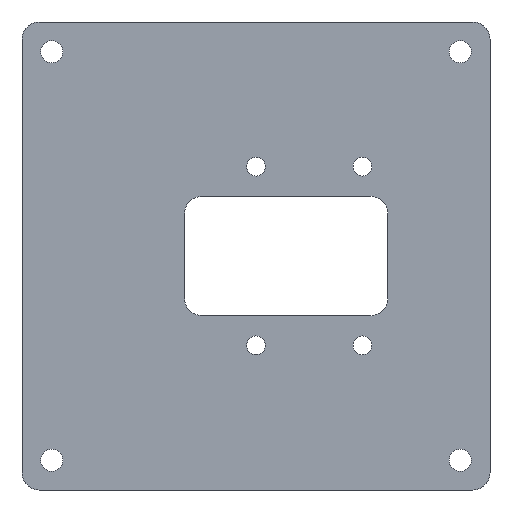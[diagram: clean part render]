
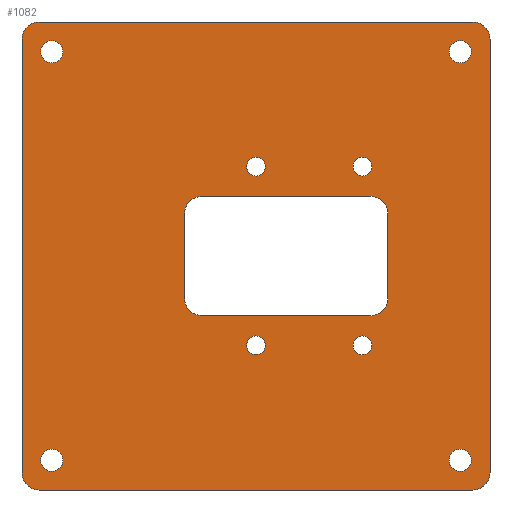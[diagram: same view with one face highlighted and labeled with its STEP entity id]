
A CAD part, front view. The second image highlights one B-rep face of the part: STEP entity #1082.
In plain terms, the highlighted planar face has unit normal (0, -1, 0).
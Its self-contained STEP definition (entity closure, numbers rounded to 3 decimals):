
#28=FACE_BOUND('',#348,.T.);
#29=FACE_BOUND('',#349,.T.);
#30=FACE_BOUND('',#350,.T.);
#31=FACE_BOUND('',#351,.T.);
#32=FACE_BOUND('',#352,.T.);
#33=FACE_BOUND('',#353,.T.);
#34=FACE_BOUND('',#354,.T.);
#35=FACE_BOUND('',#355,.T.);
#36=FACE_BOUND('',#356,.T.);
#54=PLANE('',#1247);
#90=LINE('',#1917,#154);
#93=LINE('',#1925,#157);
#96=LINE('',#1933,#160);
#98=LINE('',#1939,#162);
#109=LINE('',#1980,#173);
#112=LINE('',#1988,#176);
#115=LINE('',#1996,#179);
#118=LINE('',#2003,#182);
#154=VECTOR('',#1493,10.);
#157=VECTOR('',#1502,10.);
#160=VECTOR('',#1511,10.);
#162=VECTOR('',#1519,10.);
#173=VECTOR('',#1568,10.);
#176=VECTOR('',#1577,10.);
#179=VECTOR('',#1586,10.);
#182=VECTOR('',#1595,10.);
#276=FACE_OUTER_BOUND('',#347,.T.);
#347=EDGE_LOOP('',(#997,#998,#999,#1000,#1001,#1002,#1003,#1004));
#348=EDGE_LOOP('',(#1005));
#349=EDGE_LOOP('',(#1006));
#350=EDGE_LOOP('',(#1007));
#351=EDGE_LOOP('',(#1008,#1009,#1010,#1011,#1012,#1013,#1014,#1015));
#352=EDGE_LOOP('',(#1016));
#353=EDGE_LOOP('',(#1017));
#354=EDGE_LOOP('',(#1018));
#355=EDGE_LOOP('',(#1019));
#356=EDGE_LOOP('',(#1020));
#425=CIRCLE('',#1208,2.);
#426=CIRCLE('',#1211,2.);
#427=CIRCLE('',#1214,2.);
#428=CIRCLE('',#1217,2.);
#429=CIRCLE('',#1220,1.1);
#430=CIRCLE('',#1222,1.1);
#431=CIRCLE('',#1224,1.1);
#432=CIRCLE('',#1226,1.1);
#433=CIRCLE('',#1228,1.3);
#434=CIRCLE('',#1230,1.3);
#435=CIRCLE('',#1232,1.3);
#436=CIRCLE('',#1234,1.3);
#437=CIRCLE('',#1236,2.);
#438=CIRCLE('',#1239,2.);
#439=CIRCLE('',#1242,2.);
#440=CIRCLE('',#1245,2.);
#529=VERTEX_POINT('',#1909);
#530=VERTEX_POINT('',#1911);
#531=VERTEX_POINT('',#1915);
#532=VERTEX_POINT('',#1919);
#533=VERTEX_POINT('',#1921);
#534=VERTEX_POINT('',#1927);
#535=VERTEX_POINT('',#1929);
#536=VERTEX_POINT('',#1935);
#537=VERTEX_POINT('',#1941);
#538=VERTEX_POINT('',#1945);
#539=VERTEX_POINT('',#1949);
#540=VERTEX_POINT('',#1953);
#541=VERTEX_POINT('',#1957);
#542=VERTEX_POINT('',#1961);
#543=VERTEX_POINT('',#1965);
#544=VERTEX_POINT('',#1969);
#545=VERTEX_POINT('',#1973);
#546=VERTEX_POINT('',#1974);
#547=VERTEX_POINT('',#1979);
#548=VERTEX_POINT('',#1983);
#549=VERTEX_POINT('',#1987);
#550=VERTEX_POINT('',#1991);
#551=VERTEX_POINT('',#1995);
#552=VERTEX_POINT('',#1999);
#662=EDGE_CURVE('',#529,#530,#425,.T.);
#665=EDGE_CURVE('',#529,#531,#90,.T.);
#667=EDGE_CURVE('',#532,#533,#426,.T.);
#669=EDGE_CURVE('',#532,#530,#93,.T.);
#671=EDGE_CURVE('',#534,#535,#427,.T.);
#673=EDGE_CURVE('',#534,#533,#96,.T.);
#675=EDGE_CURVE('',#536,#531,#428,.T.);
#676=EDGE_CURVE('',#536,#535,#98,.T.);
#678=EDGE_CURVE('',#537,#537,#429,.T.);
#680=EDGE_CURVE('',#538,#538,#430,.T.);
#682=EDGE_CURVE('',#539,#539,#431,.T.);
#684=EDGE_CURVE('',#540,#540,#432,.T.);
#686=EDGE_CURVE('',#541,#541,#433,.T.);
#688=EDGE_CURVE('',#542,#542,#434,.T.);
#690=EDGE_CURVE('',#543,#543,#435,.T.);
#692=EDGE_CURVE('',#544,#544,#436,.T.);
#693=EDGE_CURVE('',#545,#546,#437,.T.);
#696=EDGE_CURVE('',#547,#545,#109,.T.);
#698=EDGE_CURVE('',#548,#547,#438,.T.);
#700=EDGE_CURVE('',#549,#548,#112,.T.);
#702=EDGE_CURVE('',#550,#549,#439,.T.);
#704=EDGE_CURVE('',#551,#550,#115,.T.);
#706=EDGE_CURVE('',#552,#551,#440,.T.);
#708=EDGE_CURVE('',#546,#552,#118,.T.);
#997=ORIENTED_EDGE('',*,*,#708,.F.);
#998=ORIENTED_EDGE('',*,*,#693,.F.);
#999=ORIENTED_EDGE('',*,*,#696,.F.);
#1000=ORIENTED_EDGE('',*,*,#698,.F.);
#1001=ORIENTED_EDGE('',*,*,#700,.F.);
#1002=ORIENTED_EDGE('',*,*,#702,.F.);
#1003=ORIENTED_EDGE('',*,*,#704,.F.);
#1004=ORIENTED_EDGE('',*,*,#706,.F.);
#1005=ORIENTED_EDGE('',*,*,#678,.T.);
#1006=ORIENTED_EDGE('',*,*,#680,.T.);
#1007=ORIENTED_EDGE('',*,*,#682,.T.);
#1008=ORIENTED_EDGE('',*,*,#673,.T.);
#1009=ORIENTED_EDGE('',*,*,#667,.F.);
#1010=ORIENTED_EDGE('',*,*,#669,.T.);
#1011=ORIENTED_EDGE('',*,*,#662,.F.);
#1012=ORIENTED_EDGE('',*,*,#665,.T.);
#1013=ORIENTED_EDGE('',*,*,#675,.F.);
#1014=ORIENTED_EDGE('',*,*,#676,.T.);
#1015=ORIENTED_EDGE('',*,*,#671,.F.);
#1016=ORIENTED_EDGE('',*,*,#684,.T.);
#1017=ORIENTED_EDGE('',*,*,#692,.F.);
#1018=ORIENTED_EDGE('',*,*,#690,.F.);
#1019=ORIENTED_EDGE('',*,*,#688,.F.);
#1020=ORIENTED_EDGE('',*,*,#686,.F.);
#1082=ADVANCED_FACE('',(#276,#28,#29,#30,#31,#32,#33,#34,#35,#36),#54,.F.);
#1208=AXIS2_PLACEMENT_3D('',#1912,#1487,#1488);
#1211=AXIS2_PLACEMENT_3D('',#1922,#1497,#1498);
#1214=AXIS2_PLACEMENT_3D('',#1930,#1506,#1507);
#1217=AXIS2_PLACEMENT_3D('',#1937,#1515,#1516);
#1220=AXIS2_PLACEMENT_3D('',#1943,#1523,#1524);
#1222=AXIS2_PLACEMENT_3D('',#1947,#1528,#1529);
#1224=AXIS2_PLACEMENT_3D('',#1951,#1533,#1534);
#1226=AXIS2_PLACEMENT_3D('',#1955,#1538,#1539);
#1228=AXIS2_PLACEMENT_3D('',#1959,#1543,#1544);
#1230=AXIS2_PLACEMENT_3D('',#1963,#1548,#1549);
#1232=AXIS2_PLACEMENT_3D('',#1967,#1553,#1554);
#1234=AXIS2_PLACEMENT_3D('',#1971,#1558,#1559);
#1236=AXIS2_PLACEMENT_3D('',#1975,#1562,#1563);
#1239=AXIS2_PLACEMENT_3D('',#1984,#1572,#1573);
#1242=AXIS2_PLACEMENT_3D('',#1992,#1581,#1582);
#1245=AXIS2_PLACEMENT_3D('',#2000,#1590,#1591);
#1247=AXIS2_PLACEMENT_3D('',#2004,#1596,#1597);
#1487=DIRECTION('center_axis',(0.,-1.,0.));
#1488=DIRECTION('ref_axis',(-0.707,0.,-0.707));
#1493=DIRECTION('',(0.,0.,1.));
#1497=DIRECTION('center_axis',(0.,-1.,0.));
#1498=DIRECTION('ref_axis',(0.707,0.,-0.707));
#1502=DIRECTION('',(-1.,0.,0.));
#1506=DIRECTION('center_axis',(0.,-1.,0.));
#1507=DIRECTION('ref_axis',(0.707,0.,0.707));
#1511=DIRECTION('',(0.,0.,-1.));
#1515=DIRECTION('center_axis',(0.,-1.,0.));
#1516=DIRECTION('ref_axis',(-0.707,0.,0.707));
#1519=DIRECTION('',(1.,0.,0.));
#1523=DIRECTION('center_axis',(0.,1.,0.));
#1524=DIRECTION('ref_axis',(1.,0.,0.));
#1528=DIRECTION('center_axis',(0.,1.,0.));
#1529=DIRECTION('ref_axis',(1.,0.,0.));
#1533=DIRECTION('center_axis',(0.,1.,0.));
#1534=DIRECTION('ref_axis',(1.,0.,0.));
#1538=DIRECTION('center_axis',(0.,1.,0.));
#1539=DIRECTION('ref_axis',(1.,0.,0.));
#1543=DIRECTION('center_axis',(0.,-1.,0.));
#1544=DIRECTION('ref_axis',(1.,0.,0.));
#1548=DIRECTION('center_axis',(0.,-1.,0.));
#1549=DIRECTION('ref_axis',(1.,0.,0.));
#1553=DIRECTION('center_axis',(0.,-1.,0.));
#1554=DIRECTION('ref_axis',(1.,0.,0.));
#1558=DIRECTION('center_axis',(0.,-1.,0.));
#1559=DIRECTION('ref_axis',(1.,0.,0.));
#1562=DIRECTION('center_axis',(0.,1.,0.));
#1563=DIRECTION('ref_axis',(1.,0.,0.));
#1568=DIRECTION('',(0.,0.,-1.));
#1572=DIRECTION('center_axis',(0.,1.,0.));
#1573=DIRECTION('ref_axis',(0.,0.,1.));
#1577=DIRECTION('',(1.,0.,0.));
#1581=DIRECTION('center_axis',(0.,1.,0.));
#1582=DIRECTION('ref_axis',(-1.,0.,0.));
#1586=DIRECTION('',(0.,0.,1.));
#1590=DIRECTION('center_axis',(0.,1.,0.));
#1591=DIRECTION('ref_axis',(0.,0.,-1.));
#1595=DIRECTION('',(-1.,0.,0.));
#1596=DIRECTION('center_axis',(0.,1.,0.));
#1597=DIRECTION('ref_axis',(0.,0.,1.));
#1909=CARTESIAN_POINT('',(-8.4,0.,-5.));
#1911=CARTESIAN_POINT('',(-6.4,0.,-7.));
#1912=CARTESIAN_POINT('Origin',(-6.4,0.,-5.));
#1915=CARTESIAN_POINT('',(-8.4,0.,5.));
#1917=CARTESIAN_POINT('',(-8.4,0.,3.5));
#1919=CARTESIAN_POINT('',(13.5,0.,-7.));
#1921=CARTESIAN_POINT('',(15.5,0.,-5.));
#1922=CARTESIAN_POINT('Origin',(13.5,0.,-5.));
#1925=CARTESIAN_POINT('',(-4.2,0.,-7.));
#1927=CARTESIAN_POINT('',(15.5,0.,5.));
#1929=CARTESIAN_POINT('',(13.5,0.,7.));
#1930=CARTESIAN_POINT('Origin',(13.5,0.,5.));
#1933=CARTESIAN_POINT('',(15.5,0.,-3.5));
#1935=CARTESIAN_POINT('',(-6.4,0.,7.));
#1937=CARTESIAN_POINT('Origin',(-6.4,0.,5.));
#1939=CARTESIAN_POINT('',(7.75,0.,7.));
#1941=CARTESIAN_POINT('',(-1.1,0.,-10.5));
#1943=CARTESIAN_POINT('Origin',(0.,0.,-10.5));
#1945=CARTESIAN_POINT('',(-1.1,0.,10.5));
#1947=CARTESIAN_POINT('Origin',(0.,0.,10.5));
#1949=CARTESIAN_POINT('',(11.4,0.,10.5));
#1951=CARTESIAN_POINT('Origin',(12.5,0.,10.5));
#1953=CARTESIAN_POINT('',(11.4,0.,-10.5));
#1955=CARTESIAN_POINT('Origin',(12.5,0.,-10.5));
#1957=CARTESIAN_POINT('',(-25.3,0.,24.));
#1959=CARTESIAN_POINT('Origin',(-24.,0.,24.));
#1961=CARTESIAN_POINT('',(-25.3,0.,-24.));
#1963=CARTESIAN_POINT('Origin',(-24.,0.,-24.));
#1965=CARTESIAN_POINT('',(22.7,0.,-24.));
#1967=CARTESIAN_POINT('Origin',(24.,0.,-24.));
#1969=CARTESIAN_POINT('',(22.7,0.,24.));
#1971=CARTESIAN_POINT('Origin',(24.,0.,24.));
#1973=CARTESIAN_POINT('',(27.5,0.,-25.5));
#1974=CARTESIAN_POINT('',(25.5,0.,-27.5));
#1975=CARTESIAN_POINT('Origin',(25.5,0.,-25.5));
#1979=CARTESIAN_POINT('',(27.5,0.,25.5));
#1980=CARTESIAN_POINT('',(27.5,0.,25.5));
#1983=CARTESIAN_POINT('',(25.5,0.,27.5));
#1984=CARTESIAN_POINT('Origin',(25.5,0.,25.5));
#1987=CARTESIAN_POINT('',(-25.5,0.,27.5));
#1988=CARTESIAN_POINT('',(-25.5,0.,27.5));
#1991=CARTESIAN_POINT('',(-27.5,0.,25.5));
#1992=CARTESIAN_POINT('Origin',(-25.5,0.,25.5));
#1995=CARTESIAN_POINT('',(-27.5,0.,-25.5));
#1996=CARTESIAN_POINT('',(-27.5,0.,-25.5));
#1999=CARTESIAN_POINT('',(-25.5,0.,-27.5));
#2000=CARTESIAN_POINT('Origin',(-25.5,0.,-25.5));
#2003=CARTESIAN_POINT('',(25.5,0.,-27.5));
#2004=CARTESIAN_POINT('Origin',(0.,0.,0.));
